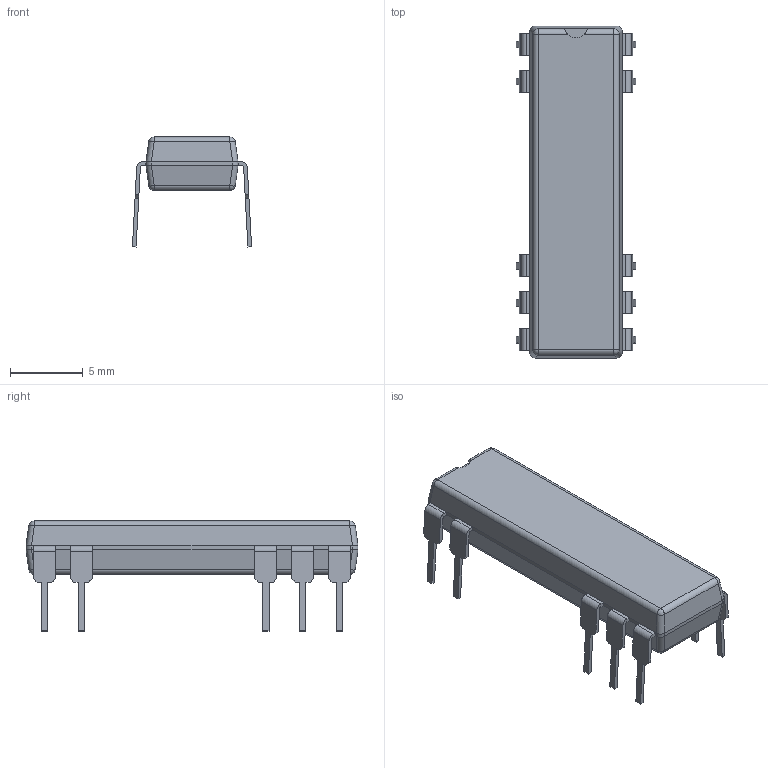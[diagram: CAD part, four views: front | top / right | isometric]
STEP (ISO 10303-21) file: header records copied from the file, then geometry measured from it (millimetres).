
FILE_DESCRIPTION((''),'2;1');
FILE_NAME('NVE0010A_ASM','2021-06-14T08:10:58',('a0412086'),(''),'CREO PARAMETRIC BY PTC INC, 2018500','CREO PARAMETRIC BY PTC INC, 2018500','');
FILE_SCHEMA(('CONFIG_CONTROL_DESIGN','SHAPE_APPEARANCE_LAYERS_GROUPS'));
Length unit declared in the file: inch
Products named in the file (3): BODY; LEAD; NVE0010A_ASM
Assembly tree (11 placements, depth 2):
  NVE0010A_ASM
    BODY
    LEAD  x10
Bounding box: 8.2 x 22.86 x 7.58 mm (x, y, z)
Volume: 522 mm3; surface area: 613.4 mm2
Topology: 11 solids, 11 shells, 205 faces, 525 edges, 342 vertices
Faces by surface type: plane 155, cylinder 42, sphere 8
Entity records: 2467 total; most frequent: CARTESIAN_POINT 446, DIRECTION 299, ORIENTED_EDGE 294, PRESENTATION_STYLE_ASSIGNMENT 149, STYLED_ITEM 149, CURVE_STYLE 147, EDGE_CURVE 147, AXIS2_PLACEMENT_3D 105
